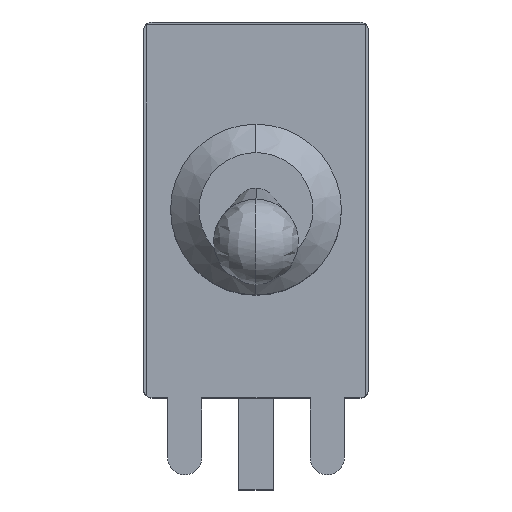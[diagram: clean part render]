
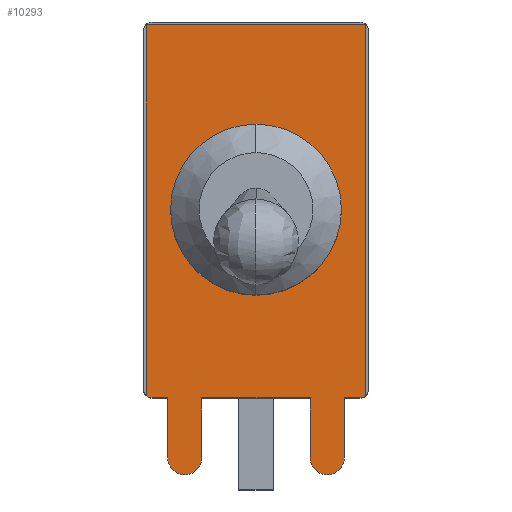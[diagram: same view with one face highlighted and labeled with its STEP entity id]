
A CAD part, top view. The second image highlights one B-rep face of the part: STEP entity #10293.
In plain terms, the highlighted planar face has unit normal (0, 0, 1).
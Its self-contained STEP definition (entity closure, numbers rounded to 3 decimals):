
#12 = VERTEX_POINT ( 'NONE', #9395 ) ;
#30 = ORIENTED_EDGE ( 'NONE', *, *, #3912, .F. ) ;
#222 = EDGE_CURVE ( 'NONE', #1506, #856, #3960, .T. ) ;
#309 = CARTESIAN_POINT ( 'NONE',  ( 3.1, -6.6, 0.5 ) ) ;
#327 = VECTOR ( 'NONE', #11371, 1000. ) ;
#384 = VECTOR ( 'NONE', #5755, 1000. ) ;
#488 = CARTESIAN_POINT ( 'NONE',  ( 2.5, -8.7, 0.5 ) ) ;
#518 = CIRCLE ( 'NONE', #2044, 3. ) ;
#821 = CARTESIAN_POINT ( 'NONE',  ( 0., 6.5, 0.5 ) ) ;
#825 = ORIENTED_EDGE ( 'NONE', *, *, #11553, .T. ) ;
#856 = VERTEX_POINT ( 'NONE', #7695 ) ;
#917 = DIRECTION ( 'NONE',  ( 0., 0., -1. ) ) ;
#922 = LINE ( 'NONE', #3488, #4581 ) ;
#1145 = VECTOR ( 'NONE', #10978, 1000. ) ;
#1221 = EDGE_LOOP ( 'NONE', ( #6134, #8994, #7947, #11622, #5878, #825, #11000, #11484, #5062, #9821, #7891, #6729, #30, #2461 ) ) ;
#1225 = ORIENTED_EDGE ( 'NONE', *, *, #3477, .F. ) ;
#1240 = CARTESIAN_POINT ( 'NONE',  ( 3.65, -6.3, 0.5 ) ) ;
#1275 = VECTOR ( 'NONE', #11495, 1000. ) ;
#1284 = CARTESIAN_POINT ( 'NONE',  ( -1.9, -8.7, 0.5 ) ) ;
#1463 = LINE ( 'NONE', #4157, #1275 ) ;
#1491 = AXIS2_PLACEMENT_3D ( 'NONE', #8337, #917, #7269 ) ;
#1506 = VERTEX_POINT ( 'NONE', #10498 ) ;
#1510 = CARTESIAN_POINT ( 'NONE',  ( -3.1, -6.6, 0.5 ) ) ;
#1585 = FACE_BOUND ( 'NONE', #9899, .T. ) ;
#1644 = CARTESIAN_POINT ( 'NONE',  ( 0., 0., 0.5 ) ) ;
#1722 = LINE ( 'NONE', #821, #11804 ) ;
#1744 = EDGE_CURVE ( 'NONE', #4010, #3551, #6742, .T. ) ;
#1857 = CARTESIAN_POINT ( 'NONE',  ( 3.1, 0., 0.5 ) ) ;
#1869 = VERTEX_POINT ( 'NONE', #8968 ) ;
#2044 = AXIS2_PLACEMENT_3D ( 'NONE', #8233, #7337, #11172 ) ;
#2091 = CARTESIAN_POINT ( 'NONE',  ( -1.9, 0., 0.5 ) ) ;
#2105 = VECTOR ( 'NONE', #8877, 1000. ) ;
#2144 = LINE ( 'NONE', #10612, #8125 ) ;
#2288 = VERTEX_POINT ( 'NONE', #5627 ) ;
#2461 = ORIENTED_EDGE ( 'NONE', *, *, #10921, .T. ) ;
#2546 = CARTESIAN_POINT ( 'NONE',  ( 3.85, -6.524, 0.5 ) ) ;
#2580 = DIRECTION ( 'NONE',  ( 1., 0., 0. ) ) ;
#2959 = LINE ( 'NONE', #3916, #327 ) ;
#3042 = VERTEX_POINT ( 'NONE', #1284 ) ;
#3075 = CARTESIAN_POINT ( 'NONE',  ( 0., 0., 0.5 ) ) ;
#3105 = EDGE_CURVE ( 'NONE', #10899, #7673, #9898, .T. ) ;
#3309 = EDGE_CURVE ( 'NONE', #8101, #10446, #1463, .T. ) ;
#3470 = DIRECTION ( 'NONE',  ( 1., 0., 0. ) ) ;
#3477 = EDGE_CURVE ( 'NONE', #7673, #10899, #518, .T. ) ;
#3488 = CARTESIAN_POINT ( 'NONE',  ( 0., -6.6, 0.5 ) ) ;
#3533 = LINE ( 'NONE', #5454, #2105 ) ;
#3551 = VERTEX_POINT ( 'NONE', #309 ) ;
#3675 = CARTESIAN_POINT ( 'NONE',  ( -3.1, -8.7, 0.5 ) ) ;
#3821 = CARTESIAN_POINT ( 'NONE',  ( -1.9, -6.6, 0.5 ) ) ;
#3912 = EDGE_CURVE ( 'NONE', #4760, #1869, #11419, .T. ) ;
#3916 = CARTESIAN_POINT ( 'NONE',  ( 1.9, 0., 0.5 ) ) ;
#3960 = CIRCLE ( 'NONE', #1491, 0.3 ) ;
#4010 = VERTEX_POINT ( 'NONE', #9817 ) ;
#4130 = EDGE_CURVE ( 'NONE', #12, #9375, #1722, .T. ) ;
#4134 = DIRECTION ( 'NONE',  ( 1., 0., 0. ) ) ;
#4157 = CARTESIAN_POINT ( 'NONE',  ( -3.1, 0., 0.5 ) ) ;
#4224 = DIRECTION ( 'NONE',  ( 0., 0., 1. ) ) ;
#4369 = CARTESIAN_POINT ( 'NONE',  ( -2.5, -8.7, 0.5 ) ) ;
#4465 = DIRECTION ( 'NONE',  ( -1., 0., 0. ) ) ;
#4581 = VECTOR ( 'NONE', #2580, 1000. ) ;
#4673 = CARTESIAN_POINT ( 'NONE',  ( -3.85, 6.5, 0.5 ) ) ;
#4712 = VECTOR ( 'NONE', #4880, 1000. ) ;
#4730 = CARTESIAN_POINT ( 'NONE',  ( 1.9, -6.6, 0.5 ) ) ;
#4760 = VERTEX_POINT ( 'NONE', #2546 ) ;
#4880 = DIRECTION ( 'NONE',  ( 0., 1., 0. ) ) ;
#5062 = ORIENTED_EDGE ( 'NONE', *, *, #11113, .T. ) ;
#5099 = AXIS2_PLACEMENT_3D ( 'NONE', #1644, #4224, #8899 ) ;
#5310 = CIRCLE ( 'NONE', #6636, 0.6 ) ;
#5327 = LINE ( 'NONE', #11246, #4712 ) ;
#5454 = CARTESIAN_POINT ( 'NONE',  ( 0., -6.6, 0.5 ) ) ;
#5598 = EDGE_CURVE ( 'NONE', #7252, #7180, #922, .T. ) ;
#5627 = CARTESIAN_POINT ( 'NONE',  ( 1.9, -8.7, 0.5 ) ) ;
#5680 = AXIS2_PLACEMENT_3D ( 'NONE', #3075, #11134, #8418 ) ;
#5755 = DIRECTION ( 'NONE',  ( 0., 1., 0. ) ) ;
#5837 = EDGE_CURVE ( 'NONE', #2288, #4010, #7056, .T. ) ;
#5878 = ORIENTED_EDGE ( 'NONE', *, *, #3309, .T. ) ;
#5996 = DIRECTION ( 'NONE',  ( 0., 0., 1. ) ) ;
#6043 = DIRECTION ( 'NONE',  ( 0., -1., 0. ) ) ;
#6053 = EDGE_CURVE ( 'NONE', #1869, #3551, #7539, .T. ) ;
#6082 = FACE_OUTER_BOUND ( 'NONE', #1221, .T. ) ;
#6134 = ORIENTED_EDGE ( 'NONE', *, *, #4130, .T. ) ;
#6300 = AXIS2_PLACEMENT_3D ( 'NONE', #488, #5996, #4134 ) ;
#6636 = AXIS2_PLACEMENT_3D ( 'NONE', #4369, #8021, #3470 ) ;
#6639 = CARTESIAN_POINT ( 'NONE',  ( 3.95, -6.6, 0.5 ) ) ;
#6729 = ORIENTED_EDGE ( 'NONE', *, *, #6053, .F. ) ;
#6742 = LINE ( 'NONE', #1857, #1145 ) ;
#6879 = VECTOR ( 'NONE', #8268, 1000. ) ;
#7056 = CIRCLE ( 'NONE', #6300, 0.6 ) ;
#7116 = EDGE_CURVE ( 'NONE', #1506, #8101, #3533, .T. ) ;
#7180 = VERTEX_POINT ( 'NONE', #4730 ) ;
#7252 = VERTEX_POINT ( 'NONE', #3821 ) ;
#7263 = EDGE_CURVE ( 'NONE', #3042, #7252, #10311, .T. ) ;
#7269 = DIRECTION ( 'NONE',  ( -1., 0., 0. ) ) ;
#7337 = DIRECTION ( 'NONE',  ( 0., 0., 1. ) ) ;
#7539 = LINE ( 'NONE', #6639, #6879 ) ;
#7673 = VERTEX_POINT ( 'NONE', #10545 ) ;
#7695 = CARTESIAN_POINT ( 'NONE',  ( -3.85, -6.524, 0.5 ) ) ;
#7760 = AXIS2_PLACEMENT_3D ( 'NONE', #1240, #10421, #8617 ) ;
#7891 = ORIENTED_EDGE ( 'NONE', *, *, #1744, .T. ) ;
#7947 = ORIENTED_EDGE ( 'NONE', *, *, #222, .F. ) ;
#8021 = DIRECTION ( 'NONE',  ( 0., 0., 1. ) ) ;
#8101 = VERTEX_POINT ( 'NONE', #1510 ) ;
#8125 = VECTOR ( 'NONE', #6043, 1000. ) ;
#8233 = CARTESIAN_POINT ( 'NONE',  ( 0., 0., 0.5 ) ) ;
#8268 = DIRECTION ( 'NONE',  ( -1., 0., 0. ) ) ;
#8337 = CARTESIAN_POINT ( 'NONE',  ( -3.65, -6.3, 0.5 ) ) ;
#8418 = DIRECTION ( 'NONE',  ( 1., 0., 0. ) ) ;
#8440 = EDGE_CURVE ( 'NONE', #9375, #856, #2144, .T. ) ;
#8617 = DIRECTION ( 'NONE',  ( -1., 0., 0. ) ) ;
#8842 = PLANE ( 'NONE',  #5099 ) ;
#8877 = DIRECTION ( 'NONE',  ( 1., 0., 0. ) ) ;
#8899 = DIRECTION ( 'NONE',  ( 1., 0., 0. ) ) ;
#8968 = CARTESIAN_POINT ( 'NONE',  ( 3.65, -6.6, 0.5 ) ) ;
#8994 = ORIENTED_EDGE ( 'NONE', *, *, #8440, .T. ) ;
#9375 = VERTEX_POINT ( 'NONE', #4673 ) ;
#9395 = CARTESIAN_POINT ( 'NONE',  ( 3.85, 6.5, 0.5 ) ) ;
#9592 = ORIENTED_EDGE ( 'NONE', *, *, #3105, .F. ) ;
#9770 = CARTESIAN_POINT ( 'NONE',  ( -3., 0., 0.5 ) ) ;
#9817 = CARTESIAN_POINT ( 'NONE',  ( 3.1, -8.7, 0.5 ) ) ;
#9821 = ORIENTED_EDGE ( 'NONE', *, *, #5837, .T. ) ;
#9898 = CIRCLE ( 'NONE', #5680, 3. ) ;
#9899 = EDGE_LOOP ( 'NONE', ( #1225, #9592 ) ) ;
#10293 = ADVANCED_FACE ( 'NONE', ( #6082, #1585 ), #8842, .T. ) ;
#10311 = LINE ( 'NONE', #2091, #384 ) ;
#10421 = DIRECTION ( 'NONE',  ( 0., 0., -1. ) ) ;
#10446 = VERTEX_POINT ( 'NONE', #3675 ) ;
#10498 = CARTESIAN_POINT ( 'NONE',  ( -3.65, -6.6, 0.5 ) ) ;
#10545 = CARTESIAN_POINT ( 'NONE',  ( 3., 0., 0.5 ) ) ;
#10612 = CARTESIAN_POINT ( 'NONE',  ( -3.85, 0., 0.5 ) ) ;
#10899 = VERTEX_POINT ( 'NONE', #9770 ) ;
#10921 = EDGE_CURVE ( 'NONE', #4760, #12, #5327, .T. ) ;
#10978 = DIRECTION ( 'NONE',  ( 0., 1., 0. ) ) ;
#11000 = ORIENTED_EDGE ( 'NONE', *, *, #7263, .T. ) ;
#11113 = EDGE_CURVE ( 'NONE', #7180, #2288, #2959, .T. ) ;
#11134 = DIRECTION ( 'NONE',  ( 0., 0., 1. ) ) ;
#11172 = DIRECTION ( 'NONE',  ( 1., 0., 0. ) ) ;
#11246 = CARTESIAN_POINT ( 'NONE',  ( 3.85, 0., 0.5 ) ) ;
#11371 = DIRECTION ( 'NONE',  ( 0., -1., 0. ) ) ;
#11419 = CIRCLE ( 'NONE', #7760, 0.3 ) ;
#11484 = ORIENTED_EDGE ( 'NONE', *, *, #5598, .T. ) ;
#11495 = DIRECTION ( 'NONE',  ( 0., -1., 0. ) ) ;
#11553 = EDGE_CURVE ( 'NONE', #10446, #3042, #5310, .T. ) ;
#11622 = ORIENTED_EDGE ( 'NONE', *, *, #7116, .T. ) ;
#11804 = VECTOR ( 'NONE', #4465, 1000. ) ;
